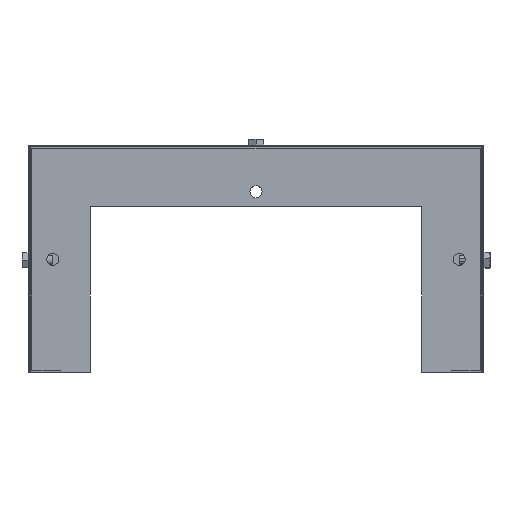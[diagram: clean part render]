
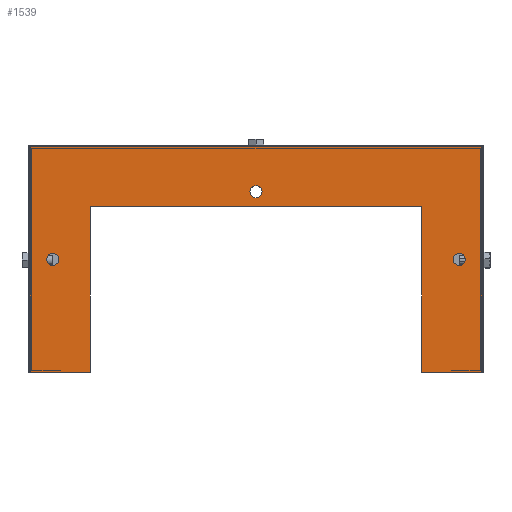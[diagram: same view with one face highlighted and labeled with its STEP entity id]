
A CAD part, front view. The second image highlights one B-rep face of the part: STEP entity #1539.
In plain terms, the highlighted planar face has unit normal (0, -1, 0).
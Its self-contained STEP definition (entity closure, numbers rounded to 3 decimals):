
#51 = DIRECTION ( 'NONE',  ( 0., 0., 1. ) ) ;
#111 = ORIENTED_EDGE ( 'NONE', *, *, #717, .F. ) ;
#180 = DIRECTION ( 'NONE',  ( 0., 0., 1. ) ) ;
#236 = VERTEX_POINT ( 'NONE', #4124 ) ;
#250 = DIRECTION ( 'NONE',  ( -1., 0., 0. ) ) ;
#251 = CARTESIAN_POINT ( 'NONE',  ( -135., 0., -71. ) ) ;
#258 = VERTEX_POINT ( 'NONE', #3496 ) ;
#303 = ORIENTED_EDGE ( 'NONE', *, *, #3997, .T. ) ;
#388 = DIRECTION ( 'NONE',  ( 0., 0., -1. ) ) ;
#433 = CARTESIAN_POINT ( 'NONE',  ( 135., 0., -75. ) ) ;
#490 = VERTEX_POINT ( 'NONE', #2174 ) ;
#519 = ORIENTED_EDGE ( 'NONE', *, *, #3139, .F. ) ;
#651 = LINE ( 'NONE', #4161, #2417 ) ;
#671 = EDGE_CURVE ( 'NONE', #258, #1665, #3554, .T. ) ;
#717 = EDGE_CURVE ( 'NONE', #1851, #3625, #974, .T. ) ;
#750 = CARTESIAN_POINT ( 'NONE',  ( 150., 0., 0. ) ) ;
#758 = DIRECTION ( 'NONE',  ( 0., 0., -1. ) ) ;
#872 = VECTOR ( 'NONE', #1754, 1000. ) ;
#878 = CARTESIAN_POINT ( 'NONE',  ( 150., 0., 0. ) ) ;
#884 = ORIENTED_EDGE ( 'NONE', *, *, #671, .T. ) ;
#894 = LINE ( 'NONE', #2910, #4205 ) ;
#899 = DIRECTION ( 'NONE',  ( 0., 0., 1. ) ) ;
#974 = LINE ( 'NONE', #2053, #872 ) ;
#1026 = DIRECTION ( 'NONE',  ( 0., 1., 0. ) ) ;
#1054 = DIRECTION ( 'NONE',  ( 0., 0., -1. ) ) ;
#1100 = EDGE_LOOP ( 'NONE', ( #3210, #1263 ) ) ;
#1125 = DIRECTION ( 'NONE',  ( 0., 0., 1. ) ) ;
#1159 = DIRECTION ( 'NONE',  ( 0., 1., 0. ) ) ;
#1214 = CARTESIAN_POINT ( 'NONE',  ( -135., 0., -75. ) ) ;
#1241 = CARTESIAN_POINT ( 'NONE',  ( -110., 0., -40. ) ) ;
#1247 = LINE ( 'NONE', #3564, #4116 ) ;
#1263 = ORIENTED_EDGE ( 'NONE', *, *, #1962, .T. ) ;
#1294 = ORIENTED_EDGE ( 'NONE', *, *, #3691, .F. ) ;
#1390 = VERTEX_POINT ( 'NONE', #3399 ) ;
#1392 = DIRECTION ( 'NONE',  ( 0., 0., 1. ) ) ;
#1448 = EDGE_CURVE ( 'NONE', #236, #2805, #3889, .T. ) ;
#1472 = EDGE_LOOP ( 'NONE', ( #2863, #2298, #1294, #3269, #111, #1677, #3874, #519 ) ) ;
#1506 = CARTESIAN_POINT ( 'NONE',  ( 0., 0., -30. ) ) ;
#1539 = ADVANCED_FACE ( 'NONE', ( #2561, #2691, #2589, #3652 ), #3507, .T. ) ;
#1574 = CARTESIAN_POINT ( 'NONE',  ( 0., 0., -26. ) ) ;
#1575 = LINE ( 'NONE', #3619, #1850 ) ;
#1582 = CARTESIAN_POINT ( 'NONE',  ( 110., 0., -40. ) ) ;
#1603 = AXIS2_PLACEMENT_3D ( 'NONE', #2685, #1775, #51 ) ;
#1612 = VERTEX_POINT ( 'NONE', #4022 ) ;
#1665 = VERTEX_POINT ( 'NONE', #251 ) ;
#1677 = ORIENTED_EDGE ( 'NONE', *, *, #3824, .F. ) ;
#1692 = CARTESIAN_POINT ( 'NONE',  ( 110., 0., -150. ) ) ;
#1733 = VERTEX_POINT ( 'NONE', #750 ) ;
#1754 = DIRECTION ( 'NONE',  ( 0., 0., 1. ) ) ;
#1763 = EDGE_CURVE ( 'NONE', #3625, #2338, #2480, .T. ) ;
#1775 = DIRECTION ( 'NONE',  ( 0., 1., 0. ) ) ;
#1846 = CARTESIAN_POINT ( 'NONE',  ( 0., 0., 0. ) ) ;
#1850 = VECTOR ( 'NONE', #3549, 1000. ) ;
#1851 = VERTEX_POINT ( 'NONE', #1864 ) ;
#1864 = CARTESIAN_POINT ( 'NONE',  ( 110., 0., -150. ) ) ;
#1893 = EDGE_CURVE ( 'NONE', #1733, #4246, #2956, .T. ) ;
#1962 = EDGE_CURVE ( 'NONE', #2805, #236, #2524, .T. ) ;
#1970 = LINE ( 'NONE', #1692, #3395 ) ;
#2018 = ORIENTED_EDGE ( 'NONE', *, *, #4118, .T. ) ;
#2022 = VERTEX_POINT ( 'NONE', #2804 ) ;
#2053 = CARTESIAN_POINT ( 'NONE',  ( 110., 0., -40. ) ) ;
#2153 = DIRECTION ( 'NONE',  ( 0., 1., 0. ) ) ;
#2174 = CARTESIAN_POINT ( 'NONE',  ( -150., 0., -150. ) ) ;
#2298 = ORIENTED_EDGE ( 'NONE', *, *, #3613, .F. ) ;
#2315 = DIRECTION ( 'NONE',  ( 0., -1., 0. ) ) ;
#2338 = VERTEX_POINT ( 'NONE', #1241 ) ;
#2377 = CIRCLE ( 'NONE', #3087, 4. ) ;
#2386 = ORIENTED_EDGE ( 'NONE', *, *, #3227, .T. ) ;
#2395 = AXIS2_PLACEMENT_3D ( 'NONE', #433, #1026, #1054 ) ;
#2417 = VECTOR ( 'NONE', #899, 1000. ) ;
#2456 = AXIS2_PLACEMENT_3D ( 'NONE', #1846, #2315, #4088 ) ;
#2480 = LINE ( 'NONE', #4200, #3366 ) ;
#2521 = CIRCLE ( 'NONE', #3605, 4. ) ;
#2524 = CIRCLE ( 'NONE', #2720, 4. ) ;
#2561 = FACE_OUTER_BOUND ( 'NONE', #1472, .T. ) ;
#2589 = FACE_BOUND ( 'NONE', #2660, .T. ) ;
#2643 = DIRECTION ( 'NONE',  ( 0., 0., -1. ) ) ;
#2660 = EDGE_LOOP ( 'NONE', ( #884, #2386 ) ) ;
#2685 = CARTESIAN_POINT ( 'NONE',  ( -135., 0., -75. ) ) ;
#2691 = FACE_BOUND ( 'NONE', #3202, .T. ) ;
#2720 = AXIS2_PLACEMENT_3D ( 'NONE', #3730, #4229, #758 ) ;
#2734 = DIRECTION ( 'NONE',  ( -1., 0., 0. ) ) ;
#2804 = CARTESIAN_POINT ( 'NONE',  ( -110., 0., -150. ) ) ;
#2805 = VERTEX_POINT ( 'NONE', #3953 ) ;
#2863 = ORIENTED_EDGE ( 'NONE', *, *, #3865, .F. ) ;
#2910 = CARTESIAN_POINT ( 'NONE',  ( -150., 0., -150. ) ) ;
#2956 = LINE ( 'NONE', #878, #4142 ) ;
#3087 = AXIS2_PLACEMENT_3D ( 'NONE', #1214, #1159, #1125 ) ;
#3116 = CIRCLE ( 'NONE', #3574, 4. ) ;
#3139 = EDGE_CURVE ( 'NONE', #1390, #1733, #1575, .T. ) ;
#3202 = EDGE_LOOP ( 'NONE', ( #2018, #303 ) ) ;
#3210 = ORIENTED_EDGE ( 'NONE', *, *, #1448, .T. ) ;
#3227 = EDGE_CURVE ( 'NONE', #1665, #258, #2377, .T. ) ;
#3269 = ORIENTED_EDGE ( 'NONE', *, *, #1763, .F. ) ;
#3366 = VECTOR ( 'NONE', #2734, 1000. ) ;
#3395 = VECTOR ( 'NONE', #3901, 1000. ) ;
#3399 = CARTESIAN_POINT ( 'NONE',  ( -150., 0., 0. ) ) ;
#3420 = CARTESIAN_POINT ( 'NONE',  ( 150., 0., -150. ) ) ;
#3460 = VERTEX_POINT ( 'NONE', #1574 ) ;
#3496 = CARTESIAN_POINT ( 'NONE',  ( -135., 0., -79. ) ) ;
#3507 = PLANE ( 'NONE',  #2456 ) ;
#3549 = DIRECTION ( 'NONE',  ( 1., 0., 0. ) ) ;
#3554 = CIRCLE ( 'NONE', #1603, 4. ) ;
#3564 = CARTESIAN_POINT ( 'NONE',  ( -110., 0., -150. ) ) ;
#3569 = CARTESIAN_POINT ( 'NONE',  ( 0., 0., -30. ) ) ;
#3574 = AXIS2_PLACEMENT_3D ( 'NONE', #3569, #3849, #1392 ) ;
#3605 = AXIS2_PLACEMENT_3D ( 'NONE', #1506, #2153, #180 ) ;
#3613 = EDGE_CURVE ( 'NONE', #2022, #490, #894, .T. ) ;
#3619 = CARTESIAN_POINT ( 'NONE',  ( -150., 0., 0. ) ) ;
#3625 = VERTEX_POINT ( 'NONE', #1582 ) ;
#3652 = FACE_BOUND ( 'NONE', #1100, .T. ) ;
#3691 = EDGE_CURVE ( 'NONE', #2338, #2022, #1247, .T. ) ;
#3730 = CARTESIAN_POINT ( 'NONE',  ( 135., 0., -75. ) ) ;
#3824 = EDGE_CURVE ( 'NONE', #4246, #1851, #1970, .T. ) ;
#3849 = DIRECTION ( 'NONE',  ( 0., 1., 0. ) ) ;
#3865 = EDGE_CURVE ( 'NONE', #490, #1390, #651, .T. ) ;
#3874 = ORIENTED_EDGE ( 'NONE', *, *, #1893, .F. ) ;
#3889 = CIRCLE ( 'NONE', #2395, 4. ) ;
#3901 = DIRECTION ( 'NONE',  ( -1., 0., 0. ) ) ;
#3953 = CARTESIAN_POINT ( 'NONE',  ( 135., 0., -71. ) ) ;
#3997 = EDGE_CURVE ( 'NONE', #3460, #1612, #3116, .T. ) ;
#4022 = CARTESIAN_POINT ( 'NONE',  ( 0., 0., -34. ) ) ;
#4088 = DIRECTION ( 'NONE',  ( 0., 0., -1. ) ) ;
#4116 = VECTOR ( 'NONE', #2643, 1000. ) ;
#4118 = EDGE_CURVE ( 'NONE', #1612, #3460, #2521, .T. ) ;
#4124 = CARTESIAN_POINT ( 'NONE',  ( 135., 0., -79. ) ) ;
#4142 = VECTOR ( 'NONE', #388, 1000. ) ;
#4161 = CARTESIAN_POINT ( 'NONE',  ( -150., 0., -150. ) ) ;
#4200 = CARTESIAN_POINT ( 'NONE',  ( -110., 0., -40. ) ) ;
#4205 = VECTOR ( 'NONE', #250, 1000. ) ;
#4229 = DIRECTION ( 'NONE',  ( 0., 1., 0. ) ) ;
#4246 = VERTEX_POINT ( 'NONE', #3420 ) ;
